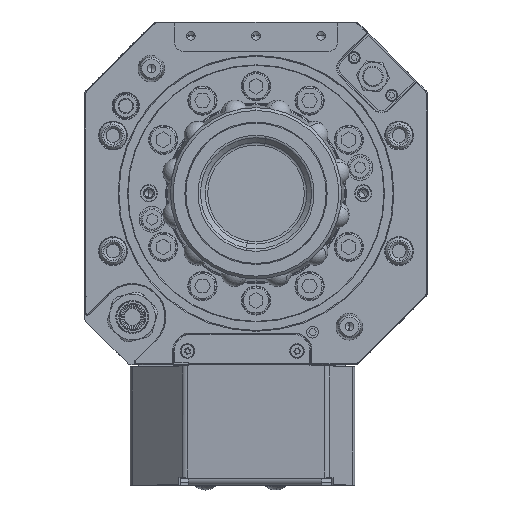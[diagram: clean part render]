
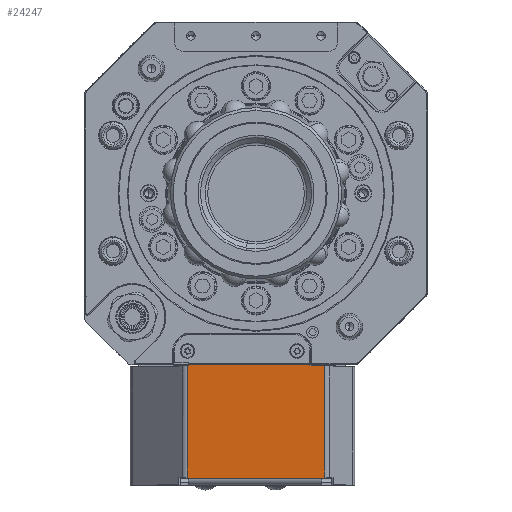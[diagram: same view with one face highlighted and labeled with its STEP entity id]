
A CAD part, top view. The second image highlights one B-rep face of the part: STEP entity #24247.
In plain terms, the highlighted planar face has unit normal (0, -0.087, 0.996).
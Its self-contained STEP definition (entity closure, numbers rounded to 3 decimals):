
#440 = CARTESIAN_POINT ( 'NONE',  ( -39.5, -166.557, 53.137 ) ) ;
#1057 = CARTESIAN_POINT ( 'NONE',  ( 31.5, -99.718, 58.985 ) ) ;
#4788 = ORIENTED_EDGE ( 'NONE', *, *, #91796, .F. ) ;
#5321 = EDGE_CURVE ( 'NONE', #80944, #40718, #50811, .T. ) ;
#6453 = LINE ( 'NONE', #59056, #17660 ) ;
#8379 = FACE_OUTER_BOUND ( 'NONE', #81506, .T. ) ;
#12243 = CARTESIAN_POINT ( 'NONE',  ( 40., -90.906, 59.756 ) ) ;
#12255 = CARTESIAN_POINT ( 'NONE',  ( -40., -166.083, 53.179 ) ) ;
#13306 = CARTESIAN_POINT ( 'NONE',  ( -39.5, -100.584, 58.909 ) ) ;
#13896 = EDGE_CURVE ( 'NONE', #42583, #29080, #16185, .T. ) ;
#15326 = ORIENTED_EDGE ( 'NONE', *, *, #41422, .F. ) ;
#15797 = CARTESIAN_POINT ( 'NONE',  ( -39.5, -100.584, 58.909 ) ) ;
#16185 = LINE ( 'NONE', #88382, #66806 ) ;
#16435 = ORIENTED_EDGE ( 'NONE', *, *, #61283, .F. ) ;
#17660 = VECTOR ( 'NONE', #58574, 1000. ) ;
#19204 = EDGE_CURVE ( 'NONE', #36865, #54660, #41507, .T. ) ;
#19286 = CARTESIAN_POINT ( 'NONE',  ( -39.5, -166.083, 53.179 ) ) ;
#20134 = DIRECTION ( 'NONE',  ( -1., 0., 0. ) ) ;
#20588 = VECTOR ( 'NONE', #61865, 1000. ) ;
#21607 = DIRECTION ( 'NONE',  ( -1., 0., 0. ) ) ;
#21638 = LINE ( 'NONE', #29423, #46348 ) ;
#21881 = VECTOR ( 'NONE', #79973, 1000. ) ;
#23123 = DIRECTION ( 'NONE',  ( 0., -0.996, -0.087 ) ) ;
#24105 = LINE ( 'NONE', #15797, #32162 ) ;
#24247 = ADVANCED_FACE ( 'NONE', ( #8379 ), #79488, .T. ) ;
#24816 = EDGE_CURVE ( 'NONE', #49813, #44262, #45524, .T. ) ;
#25871 = ORIENTED_EDGE ( 'NONE', *, *, #77633, .F. ) ;
#26654 = VERTEX_POINT ( 'NONE', #34727 ) ;
#27118 = LINE ( 'NONE', #78184, #33772 ) ;
#29080 = VERTEX_POINT ( 'NONE', #440 ) ;
#29423 = CARTESIAN_POINT ( 'NONE',  ( -39.5, -166.083, 53.179 ) ) ;
#30621 = VERTEX_POINT ( 'NONE', #13306 ) ;
#31932 = EDGE_CURVE ( 'NONE', #49813, #30621, #24105, .T. ) ;
#31974 = CARTESIAN_POINT ( 'NONE',  ( -40., -100.621, 58.906 ) ) ;
#32162 = VECTOR ( 'NONE', #55726, 1000. ) ;
#33772 = VECTOR ( 'NONE', #86041, 1000. ) ;
#34727 = CARTESIAN_POINT ( 'NONE',  ( 31.5, -100.584, 58.909 ) ) ;
#36865 = VERTEX_POINT ( 'NONE', #93947 ) ;
#39558 = VECTOR ( 'NONE', #90503, 1000. ) ;
#40718 = VERTEX_POINT ( 'NONE', #66989 ) ;
#41422 = EDGE_CURVE ( 'NONE', #74567, #42583, #27118, .T. ) ;
#41507 = LINE ( 'NONE', #12243, #79291 ) ;
#41572 = CARTESIAN_POINT ( 'NONE',  ( 38.5, -166.083, 53.179 ) ) ;
#42583 = VERTEX_POINT ( 'NONE', #89554 ) ;
#42605 = ORIENTED_EDGE ( 'NONE', *, *, #31932, .F. ) ;
#44262 = VERTEX_POINT ( 'NONE', #12255 ) ;
#44378 = ORIENTED_EDGE ( 'NONE', *, *, #19204, .F. ) ;
#45524 = LINE ( 'NONE', #73744, #95249 ) ;
#46303 = CARTESIAN_POINT ( 'NONE',  ( 38.5, -166.083, 53.179 ) ) ;
#46348 = VECTOR ( 'NONE', #51364, 1000. ) ;
#46611 = CARTESIAN_POINT ( 'NONE',  ( 31.5, -90.906, 59.756 ) ) ;
#46775 = ORIENTED_EDGE ( 'NONE', *, *, #13896, .F. ) ;
#47185 = DIRECTION ( 'NONE',  ( -1., 0., 0. ) ) ;
#48471 = ORIENTED_EDGE ( 'NONE', *, *, #91588, .F. ) ;
#49813 = VERTEX_POINT ( 'NONE', #31974 ) ;
#50811 = LINE ( 'NONE', #95712, #21881 ) ;
#51364 = DIRECTION ( 'NONE',  ( 0., 0.996, 0.087 ) ) ;
#52673 = LINE ( 'NONE', #46303, #81148 ) ;
#53165 = DIRECTION ( 'NONE',  ( -1., 0., 0. ) ) ;
#54478 = LINE ( 'NONE', #84157, #71307 ) ;
#54660 = VERTEX_POINT ( 'NONE', #75137 ) ;
#55726 = DIRECTION ( 'NONE',  ( 0.997, 0.074, 0.006 ) ) ;
#56650 = CARTESIAN_POINT ( 'NONE',  ( 25.5, -90.906, 59.756 ) ) ;
#58056 = DIRECTION ( 'NONE',  ( 0., -0.996, -0.087 ) ) ;
#58574 = DIRECTION ( 'NONE',  ( 1., 0., 0. ) ) ;
#59056 = CARTESIAN_POINT ( 'NONE',  ( 31.5, -100.584, 58.909 ) ) ;
#59072 = EDGE_CURVE ( 'NONE', #29080, #70995, #21638, .T. ) ;
#61283 = EDGE_CURVE ( 'NONE', #54660, #74567, #52673, .T. ) ;
#61865 = DIRECTION ( 'NONE',  ( 0., 0.996, 0.087 ) ) ;
#62785 = LINE ( 'NONE', #76916, #20588 ) ;
#63770 = AXIS2_PLACEMENT_3D ( 'NONE', #56650, #72149, #20134 ) ;
#66806 = VECTOR ( 'NONE', #21607, 1000. ) ;
#66989 = CARTESIAN_POINT ( 'NONE',  ( -39.5, -99.718, 58.985 ) ) ;
#67964 = LINE ( 'NONE', #46611, #39558 ) ;
#70995 = VERTEX_POINT ( 'NONE', #19286 ) ;
#71307 = VECTOR ( 'NONE', #47185, 1000. ) ;
#72149 = DIRECTION ( 'NONE',  ( 0., -0.087, 0.996 ) ) ;
#73744 = CARTESIAN_POINT ( 'NONE',  ( -40., -90.906, 59.756 ) ) ;
#74567 = VERTEX_POINT ( 'NONE', #41572 ) ;
#75137 = CARTESIAN_POINT ( 'NONE',  ( 40., -166.083, 53.179 ) ) ;
#75779 = ORIENTED_EDGE ( 'NONE', *, *, #79661, .F. ) ;
#76916 = CARTESIAN_POINT ( 'NONE',  ( -39.5, -98.591, 59.083 ) ) ;
#77633 = EDGE_CURVE ( 'NONE', #70995, #44262, #54478, .T. ) ;
#78184 = CARTESIAN_POINT ( 'NONE',  ( 38.5, -166.083, 53.179 ) ) ;
#79291 = VECTOR ( 'NONE', #58056, 1000. ) ;
#79343 = ORIENTED_EDGE ( 'NONE', *, *, #5321, .T. ) ;
#79488 = PLANE ( 'NONE',  #63770 ) ;
#79661 = EDGE_CURVE ( 'NONE', #30621, #40718, #62785, .T. ) ;
#79973 = DIRECTION ( 'NONE',  ( -1., 0., 0. ) ) ;
#80944 = VERTEX_POINT ( 'NONE', #1057 ) ;
#81148 = VECTOR ( 'NONE', #53165, 1000. ) ;
#81506 = EDGE_LOOP ( 'NONE', ( #44378, #48471, #4788, #79343, #75779, #42605, #91276, #25871, #90762, #46775, #15326, #16435 ) ) ;
#84157 = CARTESIAN_POINT ( 'NONE',  ( -39.5, -166.083, 53.179 ) ) ;
#86041 = DIRECTION ( 'NONE',  ( 0., -0.996, -0.087 ) ) ;
#88382 = CARTESIAN_POINT ( 'NONE',  ( 25.5, -166.557, 53.137 ) ) ;
#89554 = CARTESIAN_POINT ( 'NONE',  ( 38.5, -166.557, 53.137 ) ) ;
#90503 = DIRECTION ( 'NONE',  ( 0., -0.996, -0.087 ) ) ;
#90762 = ORIENTED_EDGE ( 'NONE', *, *, #59072, .F. ) ;
#91276 = ORIENTED_EDGE ( 'NONE', *, *, #24816, .T. ) ;
#91588 = EDGE_CURVE ( 'NONE', #26654, #36865, #6453, .T. ) ;
#91796 = EDGE_CURVE ( 'NONE', #80944, #26654, #67964, .T. ) ;
#93947 = CARTESIAN_POINT ( 'NONE',  ( 40., -100.584, 58.909 ) ) ;
#95249 = VECTOR ( 'NONE', #23123, 1000. ) ;
#95712 = CARTESIAN_POINT ( 'NONE',  ( 25.5, -99.718, 58.985 ) ) ;
